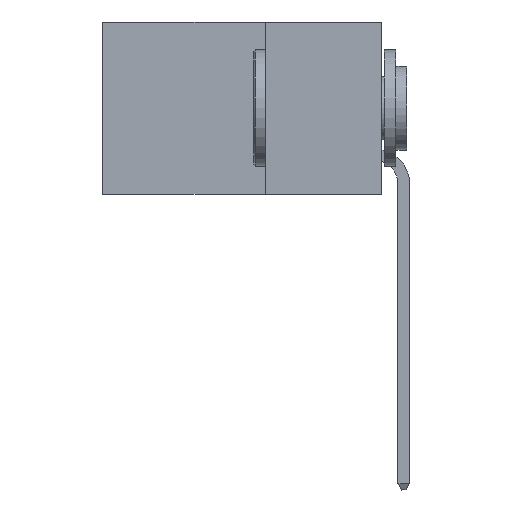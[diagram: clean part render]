
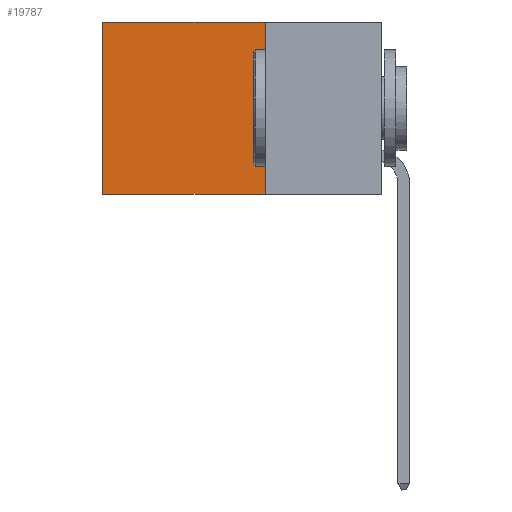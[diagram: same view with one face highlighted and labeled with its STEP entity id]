
A CAD part, left-side view. The second image highlights one B-rep face of the part: STEP entity #19787.
In plain terms, the highlighted planar face has unit normal (-1, 0, 0).
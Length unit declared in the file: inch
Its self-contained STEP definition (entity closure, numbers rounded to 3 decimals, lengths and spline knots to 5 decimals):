
#288 = FACE_OUTER_BOUND ( 'NONE', #9481, .T. ) ;
#467 = CARTESIAN_POINT ( 'NONE',  ( 0.2875, 0.25, 0. ) ) ;
#1245 = LINE ( 'NONE', #1683, #21355 ) ;
#1683 = CARTESIAN_POINT ( 'NONE',  ( 0.2875, 0.25, -0.37 ) ) ;
#4281 = EDGE_CURVE ( 'NONE', #4901, #19557, #16286, .T. ) ;
#4660 = EDGE_CURVE ( 'NONE', #11705, #9142, #1245, .T. ) ;
#4901 = VERTEX_POINT ( 'NONE', #14480 ) ;
#5437 = ORIENTED_EDGE ( 'NONE', *, *, #5851, .F. ) ;
#5524 = CARTESIAN_POINT ( 'NONE',  ( 0.2875, 0.6, 0. ) ) ;
#5562 = VECTOR ( 'NONE', #14794, 39.37008 ) ;
#5851 = EDGE_CURVE ( 'NONE', #4901, #11705, #6395, .T. ) ;
#6395 = LINE ( 'NONE', #467, #22401 ) ;
#7008 = VECTOR ( 'NONE', #18192, 39.37008 ) ;
#8290 = DIRECTION ( 'NONE',  ( 0., 0., -1. ) ) ;
#9142 = VERTEX_POINT ( 'NONE', #15750 ) ;
#9372 = LINE ( 'NONE', #21349, #5562 ) ;
#9481 = EDGE_LOOP ( 'NONE', ( #22163, #18349, #5437, #18603 ) ) ;
#9755 = AXIS2_PLACEMENT_3D ( 'NONE', #15380, #13720, #8290 ) ;
#11705 = VERTEX_POINT ( 'NONE', #16236 ) ;
#13476 = PLANE ( 'NONE',  #9755 ) ;
#13720 = DIRECTION ( 'NONE',  ( 1., 0., 0. ) ) ;
#14193 = DIRECTION ( 'NONE',  ( 0., 1., 0. ) ) ;
#14480 = CARTESIAN_POINT ( 'NONE',  ( 0.2875, 0.25, 0. ) ) ;
#14794 = DIRECTION ( 'NONE',  ( 0., 0., -1. ) ) ;
#14940 = CARTESIAN_POINT ( 'NONE',  ( 0.2875, 0.25, 0. ) ) ;
#15380 = CARTESIAN_POINT ( 'NONE',  ( 0.2875, 0.25, 0. ) ) ;
#15750 = CARTESIAN_POINT ( 'NONE',  ( 0.2875, 0.6, -0.37 ) ) ;
#16236 = CARTESIAN_POINT ( 'NONE',  ( 0.2875, 0.25, -0.37 ) ) ;
#16286 = LINE ( 'NONE', #14940, #7008 ) ;
#18192 = DIRECTION ( 'NONE',  ( 0., 1., 0. ) ) ;
#18349 = ORIENTED_EDGE ( 'NONE', *, *, #4660, .F. ) ;
#18603 = ORIENTED_EDGE ( 'NONE', *, *, #4281, .T. ) ;
#19557 = VERTEX_POINT ( 'NONE', #5524 ) ;
#19787 = ADVANCED_FACE ( 'NONE', ( #288 ), #13476, .F. ) ;
#21349 = CARTESIAN_POINT ( 'NONE',  ( 0.2875, 0.6, 0. ) ) ;
#21355 = VECTOR ( 'NONE', #14193, 39.37008 ) ;
#21556 = DIRECTION ( 'NONE',  ( 0., 0., -1. ) ) ;
#22163 = ORIENTED_EDGE ( 'NONE', *, *, #22439, .T. ) ;
#22401 = VECTOR ( 'NONE', #21556, 39.37008 ) ;
#22439 = EDGE_CURVE ( 'NONE', #19557, #9142, #9372, .T. ) ;
